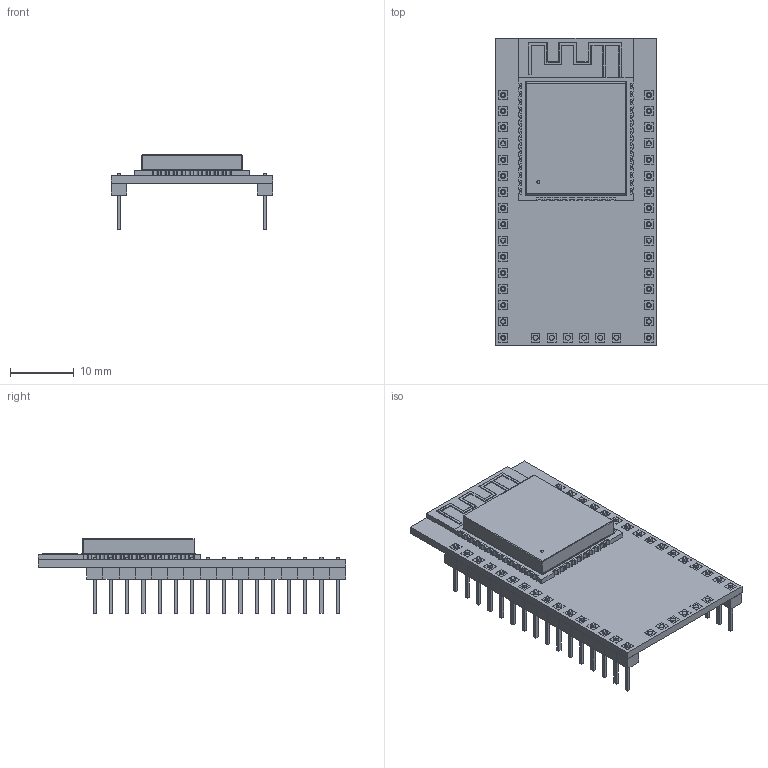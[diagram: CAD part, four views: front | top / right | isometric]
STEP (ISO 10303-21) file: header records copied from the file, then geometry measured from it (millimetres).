
FILE_DESCRIPTION(/* description */ (''),/* implementation_level */ '2;1');
FILE_NAME(/* name */ 'AE-ESP32-WROOM-32E-MINI-with-pin.step',/* time_stamp */ '2024-07-03T22:43:06+09:00',/* author */ (''),/* organization */ (''),/* preprocessor_version */ 'ST-DEVELOPER v20',/* originating_system */ 'Autodesk Translation Framework v13.14.0.145',/* authorisation */ '');
FILE_SCHEMA (('AUTOMOTIVE_DESIGN { 1 0 10303 214 3 1 1 }'));
Length unit declared in the file: millimetre
Products named in the file (4): AE-ESP32-WROOM-32E-MINI-with-pin; AE-ESP32-WROOM-32E-MINI; board; ESP32-WROOM-32E (16MB)
Assembly tree (3 placements, depth 3):
  AE-ESP32-WROOM-32E-MINI-with-pin
    AE-ESP32-WROOM-32E-MINI
      board
      ESP32-WROOM-32E (16MB)
Bounding box: 25.4 x 48.26 x 11.64 mm (x, y, z)
Volume: 2919.6 mm3; surface area: 6507 mm2
Topology: 191 solids, 191 shells, 1963 faces, 4670 edges, 3096 vertices
Faces by surface type: plane 1699, cylinder 260, sphere 4
Full cylindrical faces by diameter (mm): 0.5 x2, 0.8 x108
Entity records: 56360 total; most frequent: CARTESIAN_POINT 9732, ORIENTED_EDGE 9332, DIRECTION 9098, EDGE_CURVE 4666, LINE 4174, VECTOR 4174, VERTEX_POINT 3096, AXIS2_PLACEMENT_3D 2462
